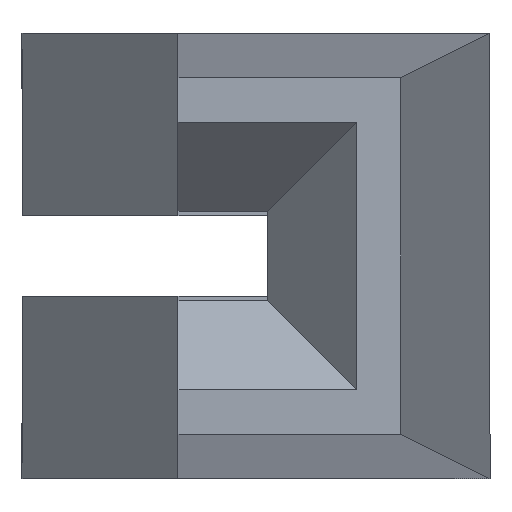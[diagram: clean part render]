
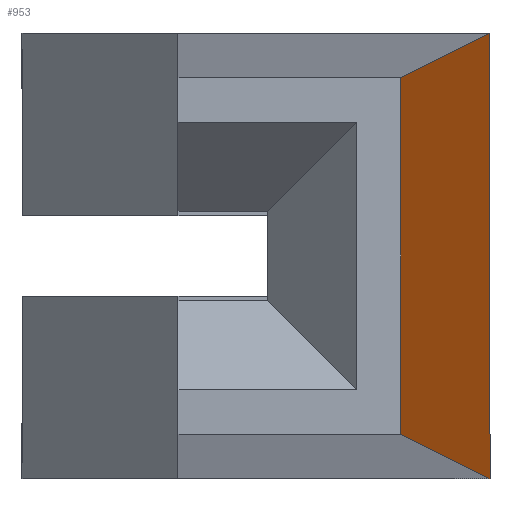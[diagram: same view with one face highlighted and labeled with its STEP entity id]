
A CAD part, left-side view. The second image highlights one B-rep face of the part: STEP entity #953.
In plain terms, the highlighted planar face has unit normal (-0.067, -0.998, 0).
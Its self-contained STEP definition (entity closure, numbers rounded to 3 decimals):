
#463=CARTESIAN_POINT('',(-40.,-8.,4.1));
#464=VERTEX_POINT('',#463);
#770=CARTESIAN_POINT('',(-70.,-6.0,-4.9));
#771=VERTEX_POINT('',#770);
#772=CARTESIAN_POINT('',(-70.,-6.0,3.1));
#773=VERTEX_POINT('',#772);
#774=CARTESIAN_POINT('',(-70.,-6.0,-4.9));
#775=DIRECTION('',(0.0,0.0,1.0));
#776=VECTOR('',#775,8.0);
#777=LINE('',#774,#776);
#778=EDGE_CURVE('',#771,#773,#777,.T.);
#914=CARTESIAN_POINT('',(-40.,-8.,-5.9));
#915=VERTEX_POINT('',#914);
#916=CARTESIAN_POINT('',(-40.,-8.,-5.9));
#917=DIRECTION('',(0.0,0.0,1.0));
#918=VECTOR('',#917,10.0);
#919=LINE('',#916,#918);
#920=EDGE_CURVE('',#915,#464,#919,.T.);
#932=CARTESIAN_POINT('',(-71.5,-5.9,4.6));
#933=DIRECTION('',(0.067,0.998,0.));
#934=DIRECTION('',(0.0,0.0,-1.0));
#935=AXIS2_PLACEMENT_3D('',#932,#933,#934);
#936=PLANE('',#935);
#937=ORIENTED_EDGE('',*,*,#920,.T.);
#938=CARTESIAN_POINT('',(-40.,-8.,4.1));
#939=DIRECTION('',(-0.997,0.066,-0.033));
#940=VECTOR('',#939,30.083);
#941=LINE('',#938,#940);
#942=EDGE_CURVE('',#464,#773,#941,.T.);
#943=ORIENTED_EDGE('',*,*,#942,.T.);
#944=ORIENTED_EDGE('',*,*,#778,.F.);
#945=CARTESIAN_POINT('',(-70.,-6.0,-4.9));
#946=DIRECTION('',(0.997,-0.066,-0.033));
#947=VECTOR('',#946,30.083);
#948=LINE('',#945,#947);
#949=EDGE_CURVE('',#771,#915,#948,.T.);
#950=ORIENTED_EDGE('',*,*,#949,.T.);
#951=EDGE_LOOP('',(#937,#943,#944,#950));
#952=FACE_OUTER_BOUND('',#951,.T.);
#953=ADVANCED_FACE('',(#952),#936,.F.);
